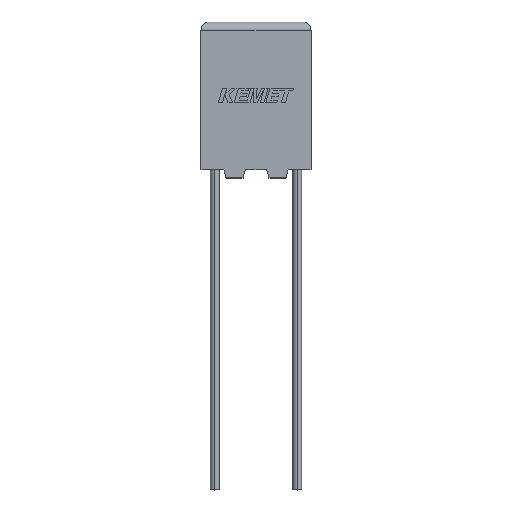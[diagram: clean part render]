
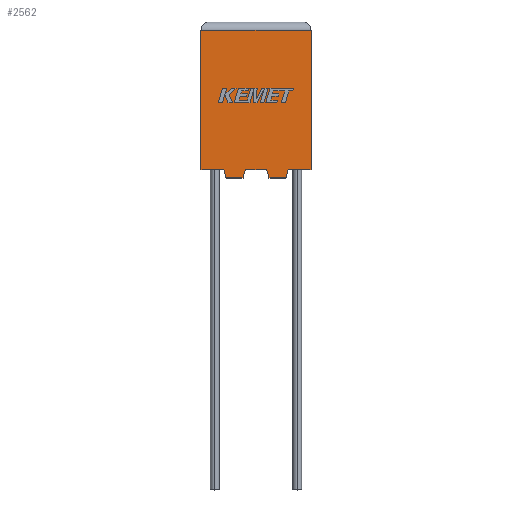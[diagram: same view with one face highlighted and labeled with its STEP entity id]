
A CAD part, top view. The second image highlights one B-rep face of the part: STEP entity #2562.
In plain terms, the highlighted planar face has unit normal (0, 0, 1).
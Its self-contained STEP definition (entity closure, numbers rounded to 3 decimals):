
#6 = EDGE_CURVE ( 'NONE', #766, #456, #1836, .T. ) ;
#14 = LINE ( 'NONE', #1607, #998 ) ;
#31 = EDGE_LOOP ( 'NONE', ( #1473, #1574, #2244, #2576, #1576, #905, #2442, #1223, #3000, #2829, #743, #2242 ) ) ;
#35 = LINE ( 'NONE', #1656, #911 ) ;
#73 = LINE ( 'NONE', #1048, #908 ) ;
#82 = DIRECTION ( 'NONE',  ( 0., -1., 0. ) ) ;
#193 = VERTEX_POINT ( 'NONE', #1366 ) ;
#368 = DIRECTION ( 'NONE',  ( 1., 0., 0. ) ) ;
#381 = LINE ( 'NONE', #2367, #2388 ) ;
#425 = LINE ( 'NONE', #3078, #1699 ) ;
#456 = VERTEX_POINT ( 'NONE', #1870 ) ;
#479 = DIRECTION ( 'NONE',  ( 1., 0., 0. ) ) ;
#512 = EDGE_CURVE ( 'NONE', #1177, #2082, #381, .T. ) ;
#534 = VERTEX_POINT ( 'NONE', #2125 ) ;
#575 = CARTESIAN_POINT ( 'NONE',  ( 0., 0., 4.5 ) ) ;
#612 = EDGE_CURVE ( 'NONE', #2082, #1077, #1306, .T. ) ;
#743 = ORIENTED_EDGE ( 'NONE', *, *, #512, .F. ) ;
#766 = VERTEX_POINT ( 'NONE', #1941 ) ;
#822 = CARTESIAN_POINT ( 'NONE',  ( 2.561, -0.5, 4.5 ) ) ;
#841 = EDGE_CURVE ( 'NONE', #1940, #534, #73, .T. ) ;
#857 = DIRECTION ( 'NONE',  ( -0.287, -0.958, 0. ) ) ;
#905 = ORIENTED_EDGE ( 'NONE', *, *, #6, .T. ) ;
#908 = VECTOR ( 'NONE', #2809, 1000. ) ;
#911 = VECTOR ( 'NONE', #1418, 1000. ) ;
#993 = EDGE_CURVE ( 'NONE', #1177, #3193, #2445, .T. ) ;
#998 = VECTOR ( 'NONE', #368, 1000. ) ;
#1014 = VECTOR ( 'NONE', #2174, 1000. ) ;
#1048 = CARTESIAN_POINT ( 'NONE',  ( 0., 8.5, 4.5 ) ) ;
#1058 = VECTOR ( 'NONE', #2571, 1000. ) ;
#1077 = VERTEX_POINT ( 'NONE', #1161 ) ;
#1156 = EDGE_CURVE ( 'NONE', #3193, #1940, #1501, .T. ) ;
#1157 = CARTESIAN_POINT ( 'NONE',  ( 6.7, 0., 4.5 ) ) ;
#1161 = CARTESIAN_POINT ( 'NONE',  ( 4.139, -0.5, 4.5 ) ) ;
#1177 = VERTEX_POINT ( 'NONE', #1214 ) ;
#1214 = CARTESIAN_POINT ( 'NONE',  ( 5.314, 0., 4.5 ) ) ;
#1223 = ORIENTED_EDGE ( 'NONE', *, *, #1962, .T. ) ;
#1252 = VECTOR ( 'NONE', #1348, 1000. ) ;
#1270 = CARTESIAN_POINT ( 'NONE',  ( 0., 0., 4.5 ) ) ;
#1306 = LINE ( 'NONE', #2917, #1014 ) ;
#1310 = EDGE_CURVE ( 'NONE', #534, #1469, #3133, .T. ) ;
#1311 = CARTESIAN_POINT ( 'NONE',  ( 6.7, 0., 4.5 ) ) ;
#1325 = VECTOR ( 'NONE', #3118, 1000. ) ;
#1348 = DIRECTION ( 'NONE',  ( 1., 0., 0. ) ) ;
#1366 = CARTESIAN_POINT ( 'NONE',  ( 1.386, 0., 4.5 ) ) ;
#1370 = VECTOR ( 'NONE', #479, 1000. ) ;
#1418 = DIRECTION ( 'NONE',  ( 0.287, -0.958, 0. ) ) ;
#1467 = CARTESIAN_POINT ( 'NONE',  ( 1.536, -0.5, 4.5 ) ) ;
#1469 = VERTEX_POINT ( 'NONE', #1595 ) ;
#1473 = ORIENTED_EDGE ( 'NONE', *, *, #1156, .T. ) ;
#1501 = LINE ( 'NONE', #1311, #2312 ) ;
#1512 = DIRECTION ( 'NONE',  ( -1., 0., 0. ) ) ;
#1539 = DIRECTION ( 'NONE',  ( 0., 0., -1. ) ) ;
#1574 = ORIENTED_EDGE ( 'NONE', *, *, #841, .T. ) ;
#1576 = ORIENTED_EDGE ( 'NONE', *, *, #3219, .T. ) ;
#1595 = CARTESIAN_POINT ( 'NONE',  ( 0., 0., 4.5 ) ) ;
#1607 = CARTESIAN_POINT ( 'NONE',  ( 0., 0., 4.5 ) ) ;
#1647 = CARTESIAN_POINT ( 'NONE',  ( 6.7, 8.5, 4.5 ) ) ;
#1656 = CARTESIAN_POINT ( 'NONE',  ( 1.386, 0., 4.5 ) ) ;
#1699 = VECTOR ( 'NONE', #2375, 1000. ) ;
#1746 = LINE ( 'NONE', #822, #1058 ) ;
#1766 = EDGE_CURVE ( 'NONE', #1469, #193, #425, .T. ) ;
#1769 = VECTOR ( 'NONE', #82, 1000. ) ;
#1813 = CARTESIAN_POINT ( 'NONE',  ( 4.139, -0.5, 4.5 ) ) ;
#1826 = FACE_OUTER_BOUND ( 'NONE', #31, .T. ) ;
#1836 = LINE ( 'NONE', #1467, #1370 ) ;
#1870 = CARTESIAN_POINT ( 'NONE',  ( 2.561, -0.5, 4.5 ) ) ;
#1940 = VERTEX_POINT ( 'NONE', #1647 ) ;
#1941 = CARTESIAN_POINT ( 'NONE',  ( 1.536, -0.5, 4.5 ) ) ;
#1962 = EDGE_CURVE ( 'NONE', #2922, #2475, #14, .T. ) ;
#2015 = CARTESIAN_POINT ( 'NONE',  ( 5.164, -0.5, 4.5 ) ) ;
#2082 = VERTEX_POINT ( 'NONE', #2015 ) ;
#2125 = CARTESIAN_POINT ( 'NONE',  ( 0., 8.5, 4.5 ) ) ;
#2174 = DIRECTION ( 'NONE',  ( -1., 0., 0. ) ) ;
#2242 = ORIENTED_EDGE ( 'NONE', *, *, #993, .T. ) ;
#2244 = ORIENTED_EDGE ( 'NONE', *, *, #1310, .T. ) ;
#2246 = PLANE ( 'NONE',  #3069 ) ;
#2312 = VECTOR ( 'NONE', #2779, 1000. ) ;
#2336 = EDGE_CURVE ( 'NONE', #1077, #2475, #2664, .T. ) ;
#2367 = CARTESIAN_POINT ( 'NONE',  ( 5.314, 0., 4.5 ) ) ;
#2375 = DIRECTION ( 'NONE',  ( 1., 0., 0. ) ) ;
#2388 = VECTOR ( 'NONE', #857, 1000. ) ;
#2442 = ORIENTED_EDGE ( 'NONE', *, *, #2977, .T. ) ;
#2445 = LINE ( 'NONE', #2816, #1252 ) ;
#2453 = CARTESIAN_POINT ( 'NONE',  ( 3.989, 0., 4.5 ) ) ;
#2475 = VERTEX_POINT ( 'NONE', #2453 ) ;
#2562 = ADVANCED_FACE ( 'NONE', ( #1826 ), #2246, .F. ) ;
#2571 = DIRECTION ( 'NONE',  ( 0.287, 0.958, 0. ) ) ;
#2576 = ORIENTED_EDGE ( 'NONE', *, *, #1766, .T. ) ;
#2664 = LINE ( 'NONE', #1813, #1325 ) ;
#2779 = DIRECTION ( 'NONE',  ( 0., 1., 0. ) ) ;
#2809 = DIRECTION ( 'NONE',  ( -1., 0., 0. ) ) ;
#2816 = CARTESIAN_POINT ( 'NONE',  ( 0., 0., 4.5 ) ) ;
#2829 = ORIENTED_EDGE ( 'NONE', *, *, #612, .F. ) ;
#2917 = CARTESIAN_POINT ( 'NONE',  ( 5.164, -0.5, 4.5 ) ) ;
#2922 = VERTEX_POINT ( 'NONE', #3043 ) ;
#2977 = EDGE_CURVE ( 'NONE', #456, #2922, #1746, .T. ) ;
#3000 = ORIENTED_EDGE ( 'NONE', *, *, #2336, .F. ) ;
#3043 = CARTESIAN_POINT ( 'NONE',  ( 2.711, 0., 4.5 ) ) ;
#3069 = AXIS2_PLACEMENT_3D ( 'NONE', #1270, #1539, #1512 ) ;
#3078 = CARTESIAN_POINT ( 'NONE',  ( 0., 0., 4.5 ) ) ;
#3118 = DIRECTION ( 'NONE',  ( -0.287, 0.958, 0. ) ) ;
#3133 = LINE ( 'NONE', #575, #1769 ) ;
#3193 = VERTEX_POINT ( 'NONE', #1157 ) ;
#3219 = EDGE_CURVE ( 'NONE', #193, #766, #35, .T. ) ;
